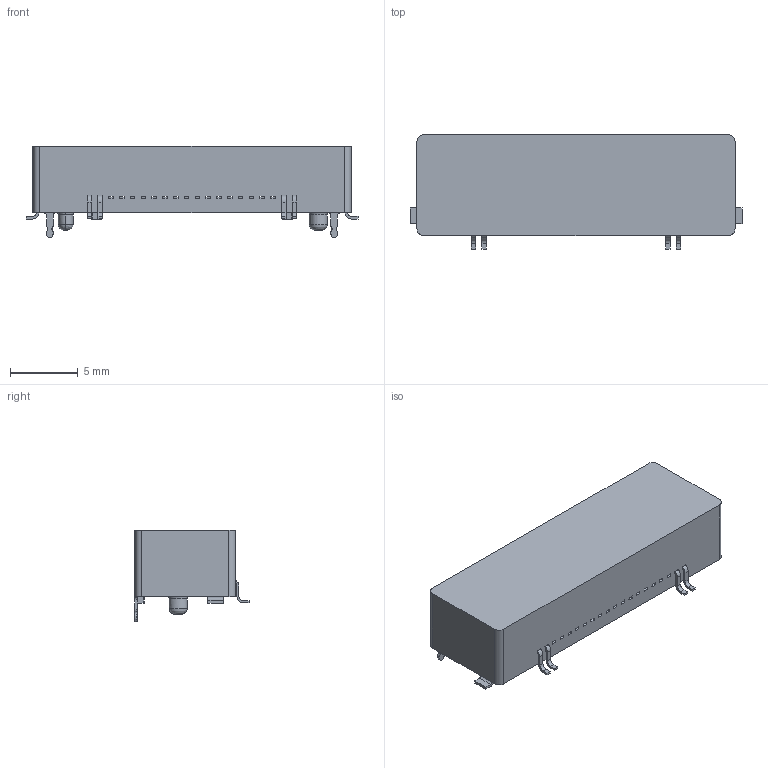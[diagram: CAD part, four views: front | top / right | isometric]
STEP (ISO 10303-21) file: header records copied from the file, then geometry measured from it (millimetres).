
FILE_DESCRIPTION(/* description */ (''),/* implementation_level */ '2;1');
FILE_NAME(/* name */ 'SAMTEC_FCS8-20-01-L-S-A-TR.stp',/* time_stamp */ '2015-07-15T14:04:03+02:00',/* author */ ('bcivel'),/* organization */ (''),/* preprocessor_version */ 'ST-DEVELOPER v15.5',/* originating_system */ 'AutoCAD Mechanical',/* authorisation */ '');
FILE_SCHEMA (('AUTOMOTIVE_DESIGN { 1 0 10303 214 3 1 1 }'));
Length unit declared in the file: millimetre
Products named in the file (1): Product
Bounding box: 24.59 x 8.45 x 6.8 mm (x, y, z)
Volume: 527.4 mm3; surface area: 1904.3 mm2
Topology: 28 solids, 28 shells, 891 faces, 2572 edges, 1717 vertices
Faces by surface type: plane 720, cylinder 139, bspline 31, torus 1
Full cylindrical faces by diameter (mm): 1.32 x1
Entity records: 29845 total; most frequent: CARTESIAN_POINT 6345, ORIENTED_EDGE 5140, DIRECTION 4396, EDGE_CURVE 2570, LINE 2172, VECTOR 2172, VERTEX_POINT 1717, AXIS2_PLACEMENT_3D 1112
